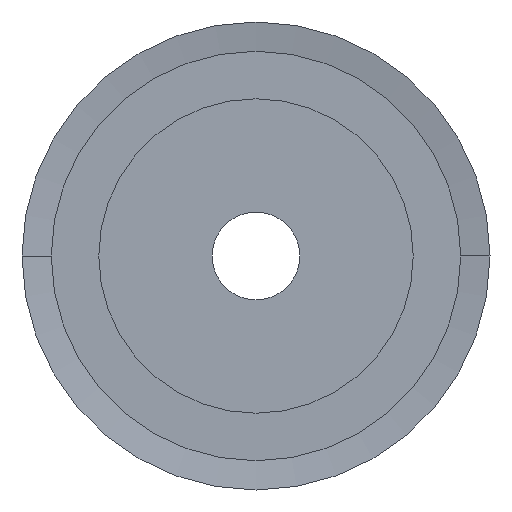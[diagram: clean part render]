
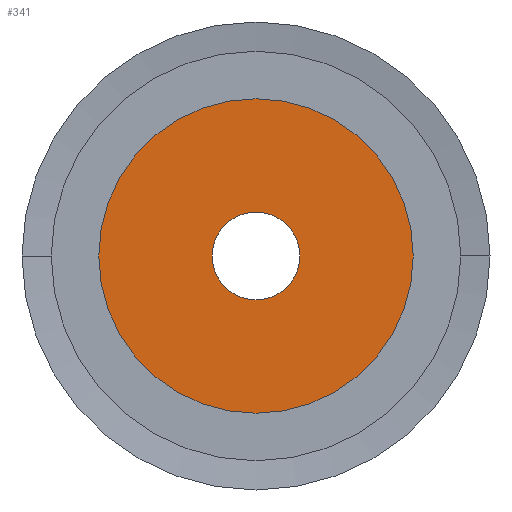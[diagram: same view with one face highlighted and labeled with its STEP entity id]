
A CAD part, left-side view. The second image highlights one B-rep face of the part: STEP entity #341.
In plain terms, the highlighted planar face has unit normal (-1, 0, 0).
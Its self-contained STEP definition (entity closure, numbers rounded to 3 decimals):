
#341 = ADVANCED_FACE( '', ( #881, #882 ), #883, .T. );
#881 = FACE_BOUND( '', #1422, .T. );
#882 = FACE_OUTER_BOUND( '', #1423, .T. );
#883 = PLANE( '', #1424 );
#1422 = EDGE_LOOP( '', ( #3763, #3764 ) );
#1423 = EDGE_LOOP( '', ( #3765, #3766 ) );
#1424 = AXIS2_PLACEMENT_3D( '', #3767, #3768, #3769 );
#3763 = ORIENTED_EDGE( '', *, *, #3809, .T. );
#3764 = ORIENTED_EDGE( '', *, *, #3805, .T. );
#3765 = ORIENTED_EDGE( '', *, *, #3773, .T. );
#3766 = ORIENTED_EDGE( '', *, *, #4541, .T. );
#3767 = CARTESIAN_POINT( '', ( 0., 5.375, 0. ) );
#3768 = DIRECTION( '', ( -1., 0., 0. ) );
#3769 = DIRECTION( '', ( 0., 1., 0. ) );
#3773 = EDGE_CURVE( '', #4543, #4547, #4549, .T. );
#3805 = EDGE_CURVE( '', #4607, #4604, #4608, .T. );
#3809 = EDGE_CURVE( '', #4604, #4607, #4613, .T. );
#4541 = EDGE_CURVE( '', #4547, #4543, #5825, .T. );
#4543 = VERTEX_POINT( '', #5827 );
#4547 = VERTEX_POINT( '', #5832 );
#4549 = CIRCLE( '', #5835, 10.75 );
#4604 = VERTEX_POINT( '', #5906 );
#4607 = VERTEX_POINT( '', #5910 );
#4608 = CIRCLE( '', #5911, 3. );
#4613 = CIRCLE( '', #5917, 3. );
#5825 = CIRCLE( '', #7549, 10.75 );
#5827 = CARTESIAN_POINT( '', ( 0., 10.75, 0. ) );
#5832 = CARTESIAN_POINT( '', ( 0., -10.75, 0. ) );
#5835 = AXIS2_PLACEMENT_3D( '', #7555, #7556, #7557 );
#5906 = CARTESIAN_POINT( '', ( 0., 3., 0. ) );
#5910 = CARTESIAN_POINT( '', ( 0., -3., 0. ) );
#5911 = AXIS2_PLACEMENT_3D( '', #7617, #7618, #7619 );
#5917 = AXIS2_PLACEMENT_3D( '', #7627, #7628, #7629 );
#7549 = AXIS2_PLACEMENT_3D( '', #8983, #8984, #8985 );
#7555 = CARTESIAN_POINT( '', ( 0., 0., 0. ) );
#7556 = DIRECTION( '', ( -1., 0., 0. ) );
#7557 = DIRECTION( '', ( 0., 1., 0. ) );
#7617 = CARTESIAN_POINT( '', ( 0., 0., 0. ) );
#7618 = DIRECTION( '', ( 1., 0., 0. ) );
#7619 = DIRECTION( '', ( 0., 1., 0. ) );
#7627 = CARTESIAN_POINT( '', ( 0., 0., 0. ) );
#7628 = DIRECTION( '', ( 1., 0., 0. ) );
#7629 = DIRECTION( '', ( 0., 1., 0. ) );
#8983 = CARTESIAN_POINT( '', ( 0., 0., 0. ) );
#8984 = DIRECTION( '', ( -1., 0., 0. ) );
#8985 = DIRECTION( '', ( 0., 1., 0. ) );
